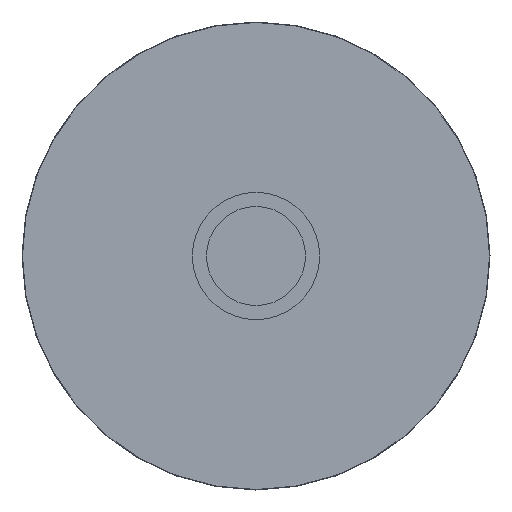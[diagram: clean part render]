
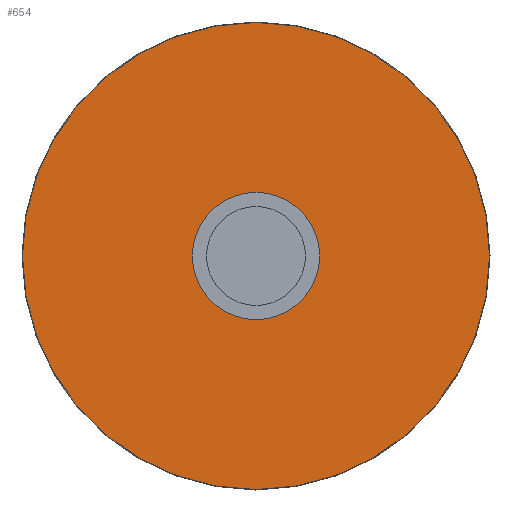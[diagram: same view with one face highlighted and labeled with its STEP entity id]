
A CAD part, front view. The second image highlights one B-rep face of the part: STEP entity #654.
In plain terms, the highlighted planar face has unit normal (0, -1, 0).
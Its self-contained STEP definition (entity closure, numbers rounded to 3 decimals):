
#96=FACE_BOUND('',#174,.T.);
#130=FACE_OUTER_BOUND('',#173,.T.);
#173=EDGE_LOOP('',(#532,#533));
#174=EDGE_LOOP('',(#534,#535));
#217=CIRCLE('',#748,4.5);
#218=CIRCLE('',#749,4.5);
#219=CIRCLE('',#751,16.5);
#220=CIRCLE('',#752,16.5);
#281=VERTEX_POINT('',#1168);
#282=VERTEX_POINT('',#1170);
#283=VERTEX_POINT('',#1174);
#284=VERTEX_POINT('',#1175);
#368=EDGE_CURVE('',#282,#281,#217,.T.);
#369=EDGE_CURVE('',#281,#282,#218,.T.);
#370=EDGE_CURVE('',#283,#284,#219,.T.);
#371=EDGE_CURVE('',#284,#283,#220,.T.);
#532=ORIENTED_EDGE('',*,*,#370,.F.);
#533=ORIENTED_EDGE('',*,*,#371,.F.);
#534=ORIENTED_EDGE('',*,*,#368,.T.);
#535=ORIENTED_EDGE('',*,*,#369,.T.);
#581=PLANE('',#750);
#654=ADVANCED_FACE('',(#130,#96),#581,.T.);
#748=AXIS2_PLACEMENT_3D('',#1171,#921,#922);
#749=AXIS2_PLACEMENT_3D('',#1172,#923,#924);
#750=AXIS2_PLACEMENT_3D('',#1173,#925,#926);
#751=AXIS2_PLACEMENT_3D('',#1176,#927,#928);
#752=AXIS2_PLACEMENT_3D('',#1177,#929,#930);
#921=DIRECTION('center_axis',(0.,1.,0.));
#922=DIRECTION('ref_axis',(1.,0.,0.));
#923=DIRECTION('center_axis',(0.,1.,0.));
#924=DIRECTION('ref_axis',(1.,0.,0.));
#925=DIRECTION('center_axis',(0.,-1.,0.));
#926=DIRECTION('ref_axis',(0.,0.,-1.));
#927=DIRECTION('center_axis',(0.,1.,0.));
#928=DIRECTION('ref_axis',(1.,0.,0.));
#929=DIRECTION('center_axis',(0.,1.,0.));
#930=DIRECTION('ref_axis',(1.,0.,0.));
#1168=CARTESIAN_POINT('',(4.5,0.,0.));
#1170=CARTESIAN_POINT('',(-4.5,0.,0.));
#1171=CARTESIAN_POINT('Origin',(0.,0.,
0.));
#1172=CARTESIAN_POINT('Origin',(0.,0.,
0.));
#1173=CARTESIAN_POINT('Origin',(-16.5,0.,0.));
#1174=CARTESIAN_POINT('',(-16.5,0.,0.));
#1175=CARTESIAN_POINT('',(0.,0.,-16.5));
#1176=CARTESIAN_POINT('Origin',(0.,0.,
0.));
#1177=CARTESIAN_POINT('Origin',(0.,0.,
0.));
